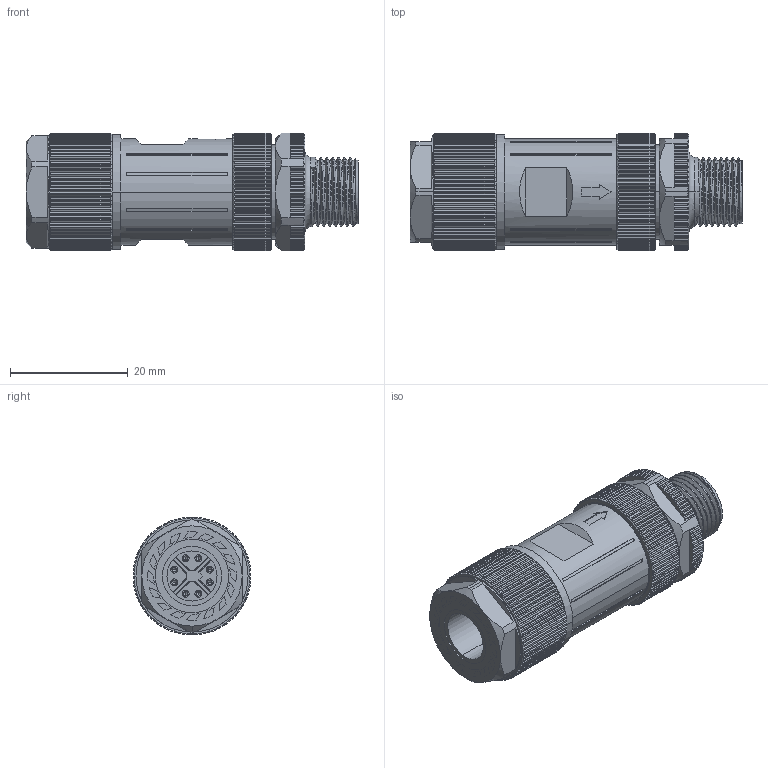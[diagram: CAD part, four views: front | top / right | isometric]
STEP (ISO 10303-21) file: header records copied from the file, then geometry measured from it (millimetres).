
FILE_DESCRIPTION (( 'STEP AP203' ), '1' );
FILE_NAME ('55-00192_revA.STEP', '2023-06-19T19:28:06', ( '' ), ( '' ), 'SwSTEP 2.0', 'SolidWorks 2021', '' );
FILE_SCHEMA (( 'CONFIG_CONTROL_DESIGN' ));
Length unit declared in the file: millimetre
Products named in the file (14): 55-00192-05___; 55-00192-07___; 55-00192-04___; 55-00192-08___; 55-00192-12___; 55-00192-10___; 55-00192-02___; 55-00192-14___; 55-00192-01___; 55-00192-13___; 55-00192-06___; 55-00192-09___; 55-00192-03___; 55-00192_revA
Assembly tree (21 placements, depth 2):
  55-00192_revA
    55-00192-01___
    55-00192-02___
    55-00192-03___
    55-00192-04___
    55-00192-05___
    55-00192-06___  x2
    55-00192-07___
    55-00192-08___
    55-00192-09___
    55-00192-10___
    55-00192-12___
    55-00192-13___
    55-00192-14___  x8
Bounding box: 56.3 x 20 x 20 mm (x, y, z)
Volume: 9105.7 mm3; surface area: 18737.7 mm2
Topology: 21 solids, 21 shells, 2562 faces, 6304 edges, 3828 vertices
Faces by surface type: plane 1071, cylinder 733, cone 629, bspline 101, torus 28
Entity records: 79557 total; most frequent: CARTESIAN_POINT 23775, ORIENTED_EDGE 11734, DIRECTION 10892, EDGE_CURVE 5867, AXIS2_PLACEMENT_3D 4263, VERTEX_POINT 3579, EDGE_LOOP 2480, VECTOR 2366
